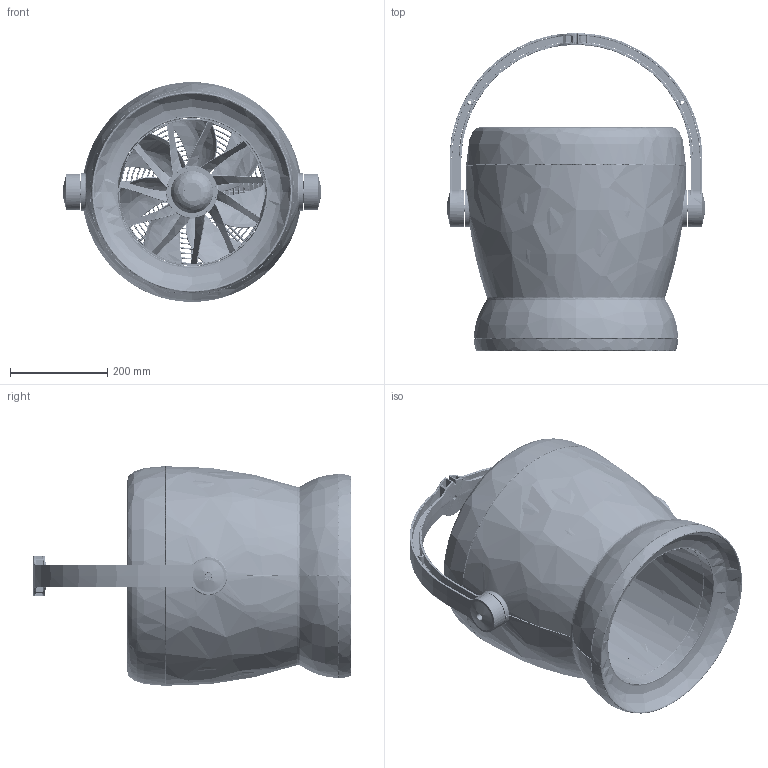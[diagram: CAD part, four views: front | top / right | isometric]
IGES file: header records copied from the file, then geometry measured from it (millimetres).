
Start section: SolidWorks IGES file using analytic representation for surfaces
Global section: file name: H60.IGS; native system: SolidWorks 2016; preprocessor: SolidWorks 2016; author: AdminPC; date: 170413.113315; units: inch
Bounding box: 532.93 x 655.43 x 453.08 mm (x, y, z)
Surface area: 3607029.1 mm2 (no closed solid volume)
Topology: 0 solids, 0 shells, 4010 faces, 52208 edges, 52068 vertices
Faces by surface type: bspline 2895, revolution 1115
